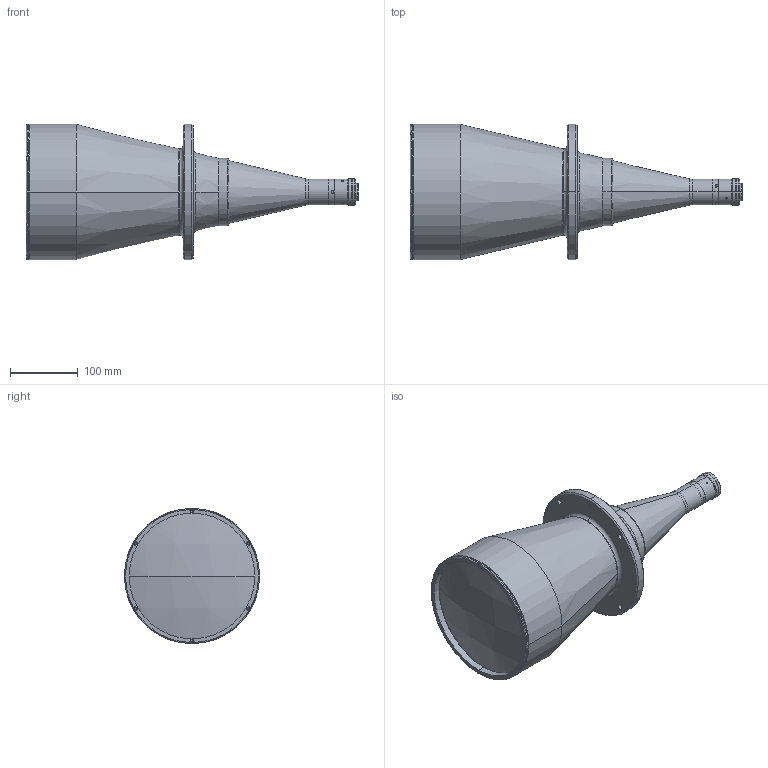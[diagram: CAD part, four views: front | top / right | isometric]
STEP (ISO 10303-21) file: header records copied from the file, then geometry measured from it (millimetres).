
FILE_DESCRIPTION (( 'STEP AP203' ), '1' );
FILE_NAME ('TC1MHR144-C.step', '2018-11-28T08:42:01', ( '' ), ( '' ), 'SwSTEP 2.0', 'SolidWorks 2018', '' );
FILE_SCHEMA (( 'CONFIG_CONTROL_DESIGN' ));
Length unit declared in the file: millimetre
Products named in the file (1): TC1MHR144-C
Bounding box: 491.29 x 200 x 200 mm (x, y, z)
Surface area: 283713.4 mm2 (no closed solid volume)
Topology: 0 solids, 21 shells, 213 faces, 620 edges, 427 vertices
Faces by surface type: cylinder 84, plane 77, torus 30, cone 20, sphere 2
Entity records: 7575 total; most frequent: CARTESIAN_POINT 1647, DIRECTION 1338, ORIENTED_EDGE 1044, EDGE_CURVE 620, AXIS2_PLACEMENT_3D 528, VERTEX_POINT 427, CIRCLE 314, LINE 282
